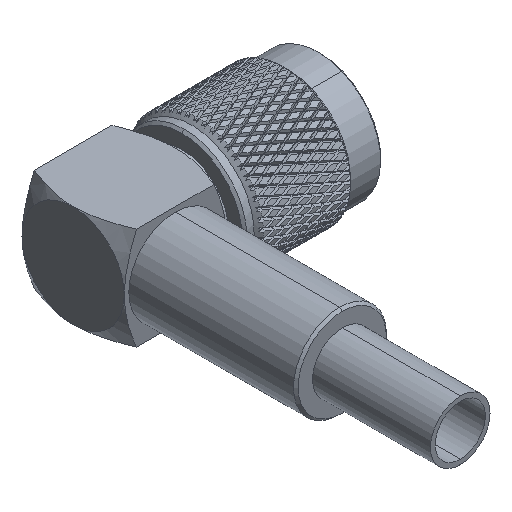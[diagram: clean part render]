
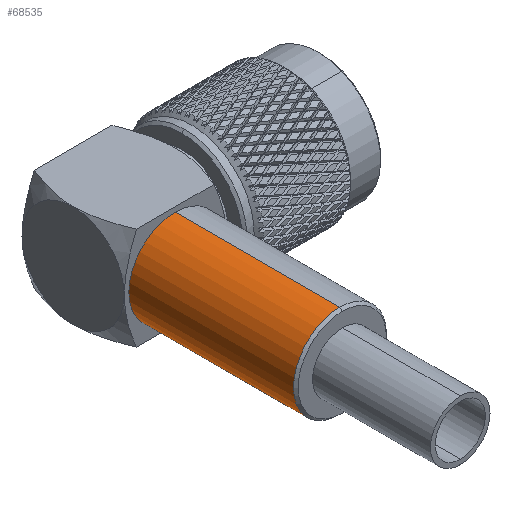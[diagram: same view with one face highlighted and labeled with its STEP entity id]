
A CAD part, isometric view. The second image highlights one B-rep face of the part: STEP entity #68535.
In plain terms, the highlighted cylindrical face has radius 5 mm (diameter 10 mm), a partial arc.
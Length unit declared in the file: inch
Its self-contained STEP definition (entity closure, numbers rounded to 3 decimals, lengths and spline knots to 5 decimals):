
#1484 = VECTOR ( 'NONE', #91290, 39.37008 ) ;
#2720 = EDGE_CURVE ( 'NONE', #82122, #17993, #51207, .T. ) ;
#5827 = EDGE_LOOP ( 'NONE', ( #50274, #77333, #88836, #104923 ) ) ;
#6355 = DIRECTION ( 'NONE',  ( 0., 1., 0. ) ) ;
#6461 = VERTEX_POINT ( 'NONE', #42598 ) ;
#11303 = EDGE_CURVE ( 'NONE', #6461, #17993, #100991, .T. ) ;
#17993 = VERTEX_POINT ( 'NONE', #91468 ) ;
#26392 = CARTESIAN_POINT ( 'NONE',  ( 0., -2.62371, -0.19685 ) ) ;
#26840 = CARTESIAN_POINT ( 'NONE',  ( 0., -2.62371, 0.19685 ) ) ;
#27364 = LINE ( 'NONE', #26840, #55723 ) ;
#29580 = DIRECTION ( 'NONE',  ( 0., 0., 1. ) ) ;
#30799 = CARTESIAN_POINT ( 'NONE',  ( 0., -0.21654, 0. ) ) ;
#32385 = DIRECTION ( 'NONE',  ( 0., 0., 1. ) ) ;
#41344 = CIRCLE ( 'NONE', #68979, 0.19685 ) ;
#42598 = CARTESIAN_POINT ( 'NONE',  ( 0., -0.91441, -0.19685 ) ) ;
#44363 = CARTESIAN_POINT ( 'NONE',  ( 0., -0.91441, 0.19685 ) ) ;
#46302 = FACE_OUTER_BOUND ( 'NONE', #5827, .T. ) ;
#47391 = CYLINDRICAL_SURFACE ( 'NONE', #72928, 0.19685 ) ;
#50274 = ORIENTED_EDGE ( 'NONE', *, *, #11303, .F. ) ;
#51207 = CIRCLE ( 'NONE', #70236, 0.19685 ) ;
#55723 = VECTOR ( 'NONE', #91742, 39.37008 ) ;
#62010 = EDGE_CURVE ( 'NONE', #98118, #82122, #27364, .T. ) ;
#68535 = ADVANCED_FACE ( 'NONE', ( #46302 ), #47391, .T. ) ;
#68979 = AXIS2_PLACEMENT_3D ( 'NONE', #81376, #73244, #97600 ) ;
#70236 = AXIS2_PLACEMENT_3D ( 'NONE', #30799, #105924, #32385 ) ;
#72928 = AXIS2_PLACEMENT_3D ( 'NONE', #105783, #6355, #29580 ) ;
#73244 = DIRECTION ( 'NONE',  ( 0., 1., 0. ) ) ;
#77333 = ORIENTED_EDGE ( 'NONE', *, *, #106764, .T. ) ;
#81376 = CARTESIAN_POINT ( 'NONE',  ( 0., -0.91441, 0. ) ) ;
#82122 = VERTEX_POINT ( 'NONE', #92910 ) ;
#88836 = ORIENTED_EDGE ( 'NONE', *, *, #62010, .T. ) ;
#91290 = DIRECTION ( 'NONE',  ( 0., 1., 0. ) ) ;
#91468 = CARTESIAN_POINT ( 'NONE',  ( 0., -0.21654, -0.19685 ) ) ;
#91742 = DIRECTION ( 'NONE',  ( 0., 1., 0. ) ) ;
#92910 = CARTESIAN_POINT ( 'NONE',  ( 0., -0.21654, 0.19685 ) ) ;
#97600 = DIRECTION ( 'NONE',  ( 0., 0., -1. ) ) ;
#98118 = VERTEX_POINT ( 'NONE', #44363 ) ;
#100991 = LINE ( 'NONE', #26392, #1484 ) ;
#104923 = ORIENTED_EDGE ( 'NONE', *, *, #2720, .T. ) ;
#105783 = CARTESIAN_POINT ( 'NONE',  ( 0., -2.62371, 0. ) ) ;
#105924 = DIRECTION ( 'NONE',  ( 0., -1., 0. ) ) ;
#106764 = EDGE_CURVE ( 'NONE', #6461, #98118, #41344, .T. ) ;
